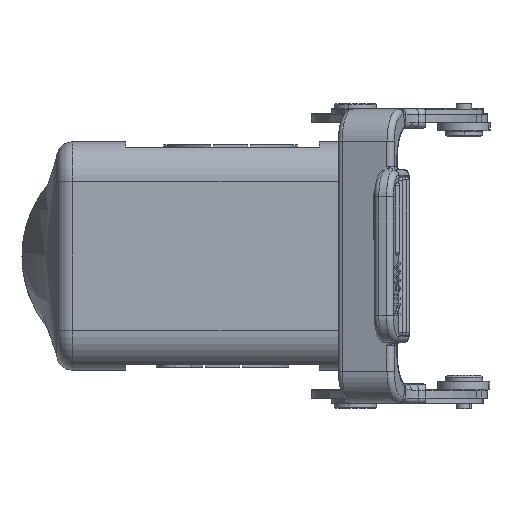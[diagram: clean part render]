
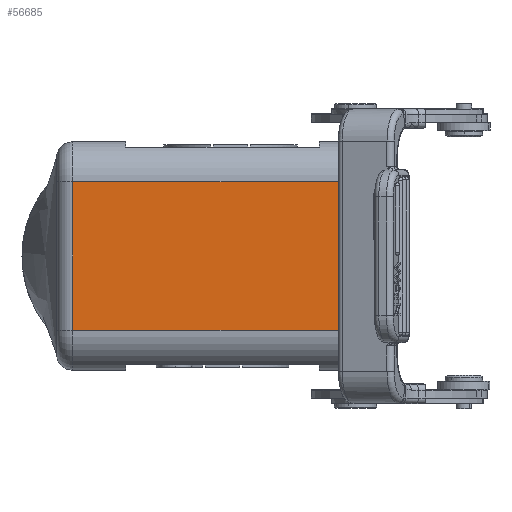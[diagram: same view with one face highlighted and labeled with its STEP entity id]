
A CAD part, left-side view. The second image highlights one B-rep face of the part: STEP entity #56685.
In plain terms, the highlighted planar face has unit normal (1, 0, 0).
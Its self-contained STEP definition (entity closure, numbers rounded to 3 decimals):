
#52318=DIRECTION('',(0.,1.,0.));
#52319=VECTOR('',#52318,59.5);
#52320=CARTESIAN_POINT('',(-60.,-9.,14.));
#52321=LINE('',#52320,#52319);
#52578=DIRECTION('',(0.,0.,-1.));
#52579=VECTOR('',#52578,28.);
#52580=CARTESIAN_POINT('',(-60.,-9.,14.));
#52581=LINE('',#52580,#52579);
#52586=DIRECTION('',(0.,0.,-1.));
#52587=VECTOR('',#52586,28.);
#52588=CARTESIAN_POINT('',(-60.,50.5,14.));
#52589=LINE('',#52588,#52587);
#52628=DIRECTION('',(0.,-1.,0.));
#52629=VECTOR('',#52628,59.5);
#52630=CARTESIAN_POINT('',(-60.,50.5,-14.));
#52631=LINE('',#52630,#52629);
#54488=CARTESIAN_POINT('',(-60.,-9.,14.));
#54489=VERTEX_POINT('',#54488);
#54490=CARTESIAN_POINT('',(-60.,50.5,14.));
#54491=VERTEX_POINT('',#54490);
#54534=CARTESIAN_POINT('',(-60.,-9.,
-14.));
#54535=VERTEX_POINT('',#54534);
#54554=CARTESIAN_POINT('',(-60.,50.5,-14.));
#54555=VERTEX_POINT('',#54554);
#56672=CARTESIAN_POINT('',(-60.,20.75,0.));
#56673=DIRECTION('',(1.,0.,0.));
#56674=DIRECTION('',(0.,0.,1.));
#56675=AXIS2_PLACEMENT_3D('',#56672,#56673,#56674);
#56676=PLANE('',#56675);
#56678=ORIENTED_EDGE('',*,*,#56677,.T.);
#56680=ORIENTED_EDGE('',*,*,#56679,.T.);
#56681=ORIENTED_EDGE('',*,*,#56641,.F.);
#56682=ORIENTED_EDGE('',*,*,#56411,.T.);
#56683=EDGE_LOOP('',(#56678,#56680,#56681,#56682));
#56684=FACE_OUTER_BOUND('',#56683,.F.);
#56685=ADVANCED_FACE('',(#56684),#56676,.T.);
#56411=EDGE_CURVE('',#54489,#54491,#52321,.T.);
#56641=EDGE_CURVE('',#54489,#54535,#52581,.T.);
#56677=EDGE_CURVE('',#54491,#54555,#52589,.T.);
#56679=EDGE_CURVE('',#54555,#54535,#52631,.T.);
